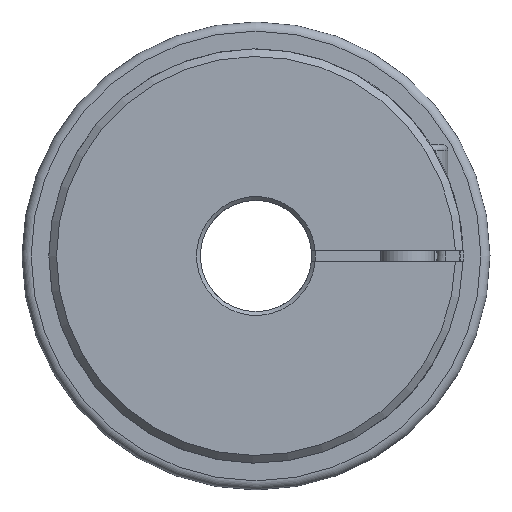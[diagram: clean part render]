
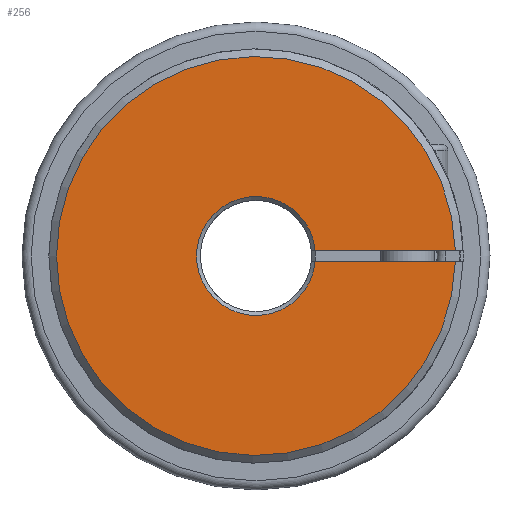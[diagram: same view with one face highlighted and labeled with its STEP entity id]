
A CAD part, left-side view. The second image highlights one B-rep face of the part: STEP entity #256.
In plain terms, the highlighted planar face has unit normal (-1, 0, 0).
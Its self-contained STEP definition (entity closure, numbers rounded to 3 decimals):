
#256 = ADVANCED_FACE( '', ( #594 ), #595, .T. );
#594 = FACE_OUTER_BOUND( '', #1013, .T. );
#595 = PLANE( '', #1014 );
#1013 = EDGE_LOOP( '', ( #1661, #1662, #1663, #1664 ) );
#1014 = AXIS2_PLACEMENT_3D( '', #1665, #1666, #1667 );
#1661 = ORIENTED_EDGE( '', *, *, #2108, .T. );
#1662 = ORIENTED_EDGE( '', *, *, #2277, .T. );
#1663 = ORIENTED_EDGE( '', *, *, #2278, .T. );
#1664 = ORIENTED_EDGE( '', *, *, #2149, .T. );
#1665 = CARTESIAN_POINT( '', ( -48.819, 0., 13.5 ) );
#1666 = DIRECTION( '', ( -1., 0., 0. ) );
#1667 = DIRECTION( '', ( 0., 0., 1. ) );
#2108 = EDGE_CURVE( '', #2455, #2453, #2456, .T. );
#2149 = EDGE_CURVE( '', #2519, #2455, #2522, .T. );
#2277 = EDGE_CURVE( '', #2453, #2708, #2709, .T. );
#2278 = EDGE_CURVE( '', #2708, #2519, #2710, .T. );
#2453 = VERTEX_POINT( '', #3016 );
#2455 = VERTEX_POINT( '', #3018 );
#2456 = LINE( '', #3019, #3020 );
#2519 = VERTEX_POINT( '', #3109 );
#2522 = CIRCLE( '', #3113, 52. );
#2708 = VERTEX_POINT( '', #3621 );
#2709 = CIRCLE( '', #3622, 15.5 );
#2710 = LINE( '', #3623, #3624 );
#3016 = CARTESIAN_POINT( '', ( -48.819, -15.427, -1.5 ) );
#3018 = CARTESIAN_POINT( '', ( -48.819, -51.978, -1.5 ) );
#3019 = CARTESIAN_POINT( '', ( -48.819, 0., -1.5 ) );
#3020 = VECTOR( '', #3835, 1000. );
#3109 = CARTESIAN_POINT( '', ( -48.819, -51.978, 1.5 ) );
#3113 = AXIS2_PLACEMENT_3D( '', #3889, #3890, #3891 );
#3621 = CARTESIAN_POINT( '', ( -48.819, -15.427, 1.5 ) );
#3622 = AXIS2_PLACEMENT_3D( '', #4066, #4067, #4068 );
#3623 = CARTESIAN_POINT( '', ( -48.819, 0., 1.5 ) );
#3624 = VECTOR( '', #4069, 1000. );
#3835 = DIRECTION( '', ( 0., 1., 0. ) );
#3889 = CARTESIAN_POINT( '', ( -48.819, 0., 0. ) );
#3890 = DIRECTION( '', ( -1., 0., 0. ) );
#3891 = DIRECTION( '', ( 0., 0., -1. ) );
#4066 = CARTESIAN_POINT( '', ( -48.819, 0., 0. ) );
#4067 = DIRECTION( '', ( 1., 0., 0. ) );
#4068 = DIRECTION( '', ( 0., -1., 0. ) );
#4069 = DIRECTION( '', ( 0., -1., 0. ) );
